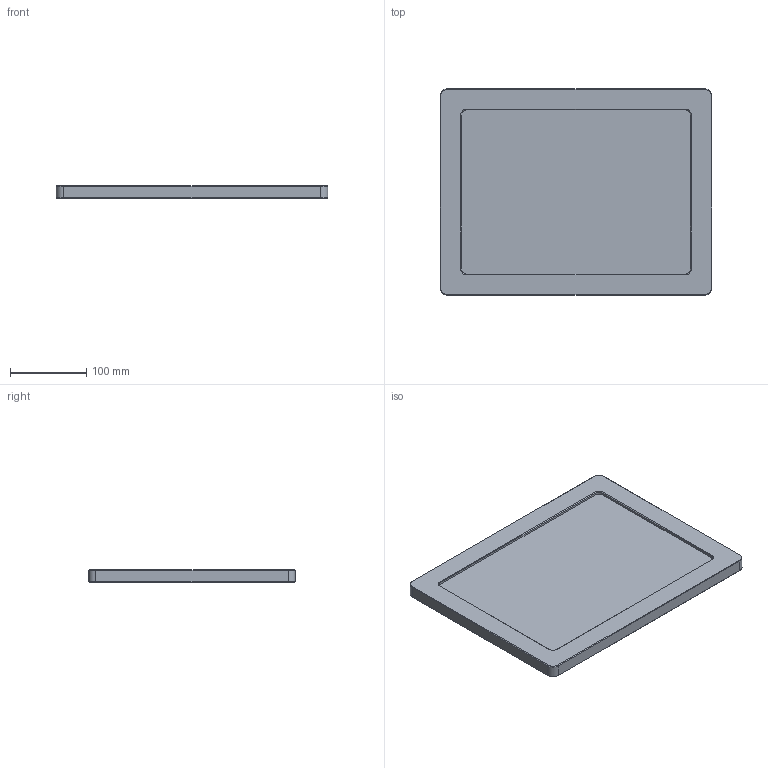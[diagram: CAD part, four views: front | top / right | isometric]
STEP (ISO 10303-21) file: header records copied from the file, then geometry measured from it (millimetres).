
FILE_DESCRIPTION(/* description */ (''),/* implementation_level */ '2;1');
FILE_NAME(/* name */ 'VB_VESA_PRO.stp',/* time_stamp */ '2019-08-29T13:57:10-04:00',/* author */ ('NickC'),/* organization */ (''),/* preprocessor_version */ 'ST-DEVELOPER v17',/* originating_system */ 'Autodesk Inventor 2019',/* authorisation */ '');
FILE_SCHEMA (('AUTOMOTIVE_DESIGN { 1 0 10303 214 3 1 1 }'));
Length unit declared in the file: inch
Products named in the file (1): Part2
Bounding box: 356.5 x 271.4 x 16.88 mm (x, y, z)
Volume: 1386934.3 mm3; surface area: 218858.9 mm2
Topology: 1 solids, 8 shells, 803 faces, 2052 edges, 1352 vertices
Faces by surface type: plane 517, cone 118, cylinder 112, bspline 56
Full cylindrical faces by diameter (mm): 2.438 x25, 3.251 x4, 3.306 x18, 4.166 x11, 4.496 x9, 38.1 x1
Entity records: 28521 total; most frequent: CARTESIAN_POINT 9023, ORIENTED_EDGE 4104, DIRECTION 3552, EDGE_CURVE 2052, LINE 1354, VECTOR 1354, VERTEX_POINT 1352, AXIS2_PLACEMENT_3D 1099
